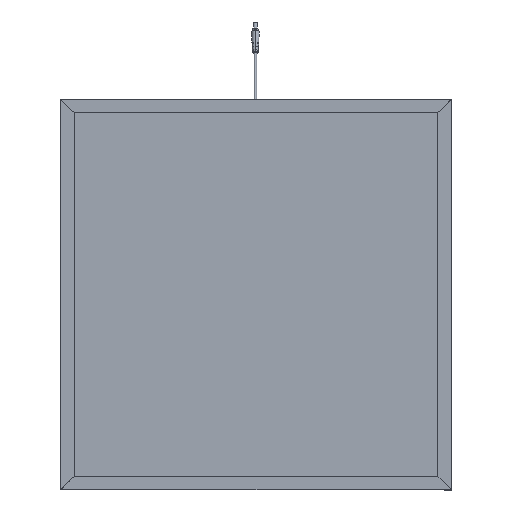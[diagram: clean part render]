
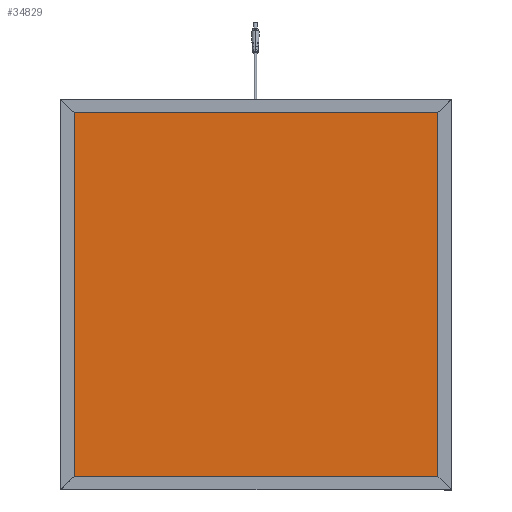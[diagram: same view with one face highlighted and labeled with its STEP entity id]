
A CAD part, front view. The second image highlights one B-rep face of the part: STEP entity #34829.
In plain terms, the highlighted face is planar.
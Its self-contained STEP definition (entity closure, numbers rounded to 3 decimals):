
#1261 = DIRECTION ( 'NONE',  ( 1., 0., 0. ) ) ;
#2053 = VERTEX_POINT ( 'NONE', #35914 ) ;
#3364 = PLANE ( 'NONE',  #29459 ) ;
#3933 = EDGE_LOOP ( 'NONE', ( #40053, #29828, #22201, #8800 ) ) ;
#8252 = DIRECTION ( 'NONE',  ( 0., 1., 0. ) ) ;
#8800 = ORIENTED_EDGE ( 'NONE', *, *, #60628, .F. ) ;
#9239 = CARTESIAN_POINT ( 'NONE',  ( 0., -286., 1. ) ) ;
#11158 = LINE ( 'NONE', #46237, #68894 ) ;
#20640 = VERTEX_POINT ( 'NONE', #24065 ) ;
#21221 = DIRECTION ( 'NONE',  ( -1., 0., 0. ) ) ;
#21388 = VERTEX_POINT ( 'NONE', #41597 ) ;
#22201 = ORIENTED_EDGE ( 'NONE', *, *, #37993, .F. ) ;
#24065 = CARTESIAN_POINT ( 'NONE',  ( -286., 286., 1. ) ) ;
#26373 = VECTOR ( 'NONE', #48963, 1000. ) ;
#29459 = AXIS2_PLACEMENT_3D ( 'NONE', #32026, #65466, #58854 ) ;
#29828 = ORIENTED_EDGE ( 'NONE', *, *, #51599, .F. ) ;
#32026 = CARTESIAN_POINT ( 'NONE',  ( 0., 0., 1. ) ) ;
#34410 = VERTEX_POINT ( 'NONE', #55002 ) ;
#34829 = ADVANCED_FACE ( 'NONE', ( #62015 ), #3364, .F. ) ;
#35914 = CARTESIAN_POINT ( 'NONE',  ( 286., -286., 1. ) ) ;
#37993 = EDGE_CURVE ( 'NONE', #2053, #21388, #72220, .T. ) ;
#40053 = ORIENTED_EDGE ( 'NONE', *, *, #69117, .F. ) ;
#41597 = CARTESIAN_POINT ( 'NONE',  ( -286., -286., 1. ) ) ;
#42524 = CARTESIAN_POINT ( 'NONE',  ( -286., 0., 1. ) ) ;
#44005 = LINE ( 'NONE', #42524, #54442 ) ;
#46237 = CARTESIAN_POINT ( 'NONE',  ( 0., 286., 1. ) ) ;
#48963 = DIRECTION ( 'NONE',  ( 0., -1., 0. ) ) ;
#49934 = LINE ( 'NONE', #66073, #26373 ) ;
#51599 = EDGE_CURVE ( 'NONE', #21388, #20640, #44005, .T. ) ;
#54442 = VECTOR ( 'NONE', #8252, 1000. ) ;
#55002 = CARTESIAN_POINT ( 'NONE',  ( 286., 286., 1. ) ) ;
#55545 = VECTOR ( 'NONE', #21221, 1000. ) ;
#58854 = DIRECTION ( 'NONE',  ( -1., 0., 0. ) ) ;
#60628 = EDGE_CURVE ( 'NONE', #34410, #2053, #49934, .T. ) ;
#62015 = FACE_OUTER_BOUND ( 'NONE', #3933, .T. ) ;
#65466 = DIRECTION ( 'NONE',  ( 0., 0., -1. ) ) ;
#66073 = CARTESIAN_POINT ( 'NONE',  ( 286., 0., 1. ) ) ;
#68894 = VECTOR ( 'NONE', #1261, 1000. ) ;
#69117 = EDGE_CURVE ( 'NONE', #20640, #34410, #11158, .T. ) ;
#72220 = LINE ( 'NONE', #9239, #55545 ) ;
